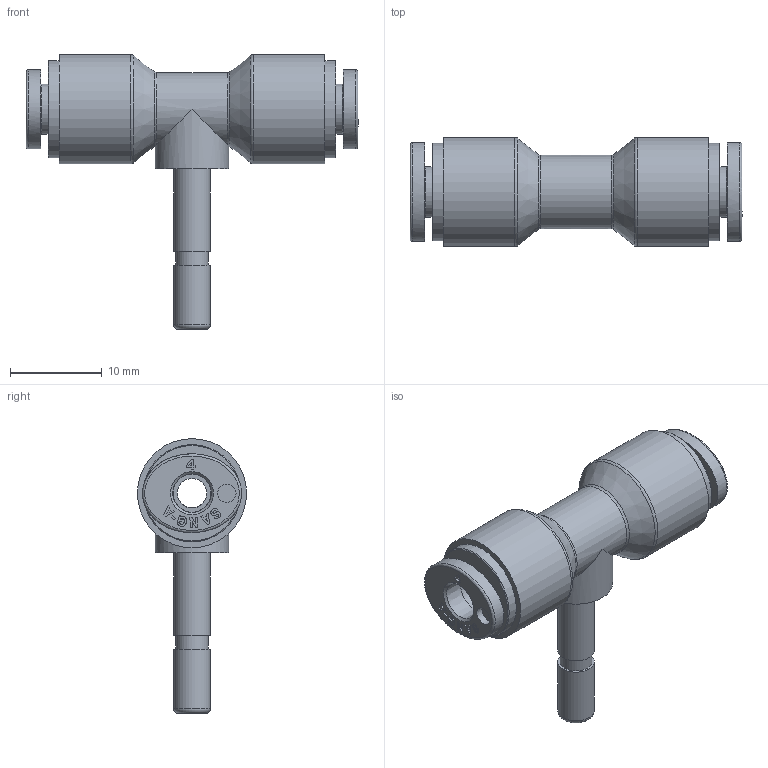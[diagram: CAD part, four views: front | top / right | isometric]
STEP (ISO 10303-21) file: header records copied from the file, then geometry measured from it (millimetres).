
FILE_DESCRIPTION((''),'2;1');
FILE_NAME('CR-PTJ 04.stp','2020-08-25T14:19:23',('user'),(''),'Autodesk Inventor 2013','Autodesk Inventor 2013','');
FILE_SCHEMA(('AUTOMOTIVE_DESIGN { 1 0 10303 214 1 1 1 1 }'));
Length unit declared in the file: millimetre
Products named in the file (5): 조립품14; CR-PTJ 04 BODY; CR-COLLAR 04; HR-Collar 04L(SUS); CR-SLEEVE 04
Assembly tree (5 placements, depth 3):
  조립품14
    CR-PTJ 04 BODY
    CR-COLLAR 04  x2
      HR-Collar 04L(SUS)
      CR-SLEEVE 04
Bounding box: 36.2 x 11.9 x 29.95 mm (x, y, z)
Volume: 2891.3 mm3; surface area: 2845.6 mm2
Topology: 5 solids, 5 shells, 263 faces, 669 edges, 445 vertices
Faces by surface type: plane 176, bspline 40, cylinder 31, cone 11, torus 5
Full cylindrical faces by diameter (mm): 2 x3, 3.2 x1, 3.5 x1, 4 x2, 4.179 x2, 4.2 x2, 5.5 x2, 8 x1, 10.6 x2, 11.9 x2
Entity records: 4713 total; most frequent: CARTESIAN_POINT 1229, DIRECTION 684, ORIENTED_EDGE 658, EDGE_CURVE 329, VERTEX_POINT 234, AXIS2_PLACEMENT_3D 228, VECTOR 228, LINE 228
